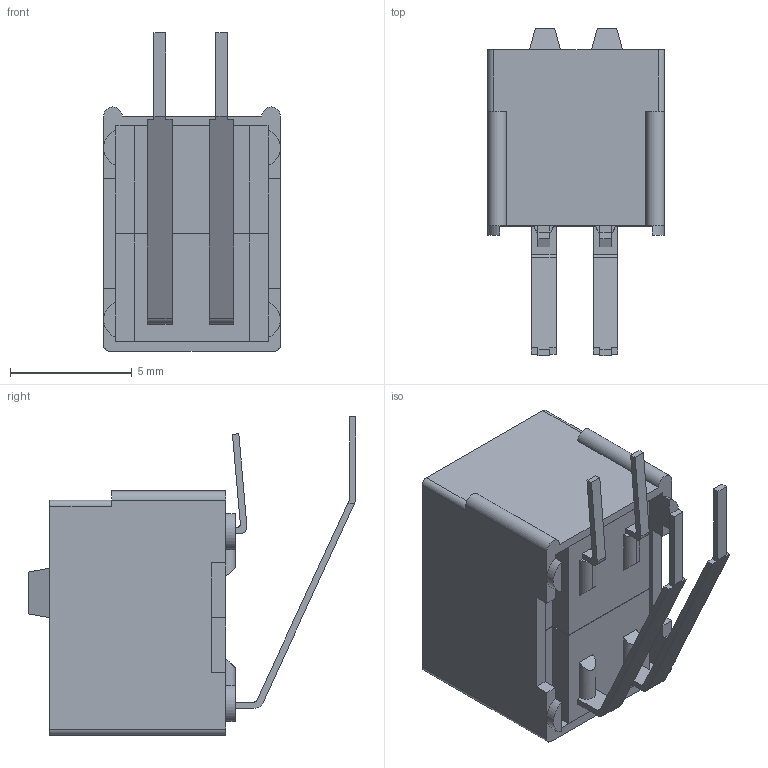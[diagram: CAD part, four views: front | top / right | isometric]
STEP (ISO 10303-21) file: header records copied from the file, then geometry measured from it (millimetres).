
FILE_DESCRIPTION(('FreeCAD Model'),'2;1');
FILE_NAME('Open CASCADE Shape Model','2023-06-21T11:11:25',(''),(''), 'Open CASCADE STEP processor 7.6','FreeCAD','Unknown');
FILE_SCHEMA(('AUTOMOTIVE_DESIGN { 1 0 10303 214 1 1 1 1 }'));
Length unit declared in the file: millimetre
Products named in the file (4): 206-2RA; 206002RAS-Base assembly; 206-40-232-40-01(SPST-RA); 206-56-014-35-01
Assembly tree (4 placements, depth 2):
  206-2RA
    206002RAS-Base assembly
    206-40-232-40-01(SPST-RA)
    206-56-014-35-01  x2
Bounding box: 7.26 x 13.47 x 13.08 mm (x, y, z)
Volume: 342.9 mm3; surface area: 1121.4 mm2
Topology: 5 solids, 5 shells, 374 faces, 1441 edges, 2408 vertices
Faces by surface type: plane 276, bspline 56, cylinder 42
Entity records: 19799 total; most frequent: CARTESIAN_POINT 7765, DIRECTION 1900, ORIENTED_EDGE 1808, LINE 1090, VECTOR 1090, EDGE_CURVE 904, VERTEX_POINT 598, GEOMETRIC_CURVE_SET 437
